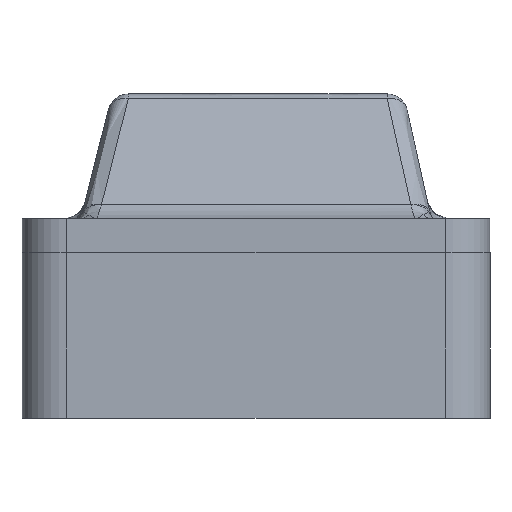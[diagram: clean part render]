
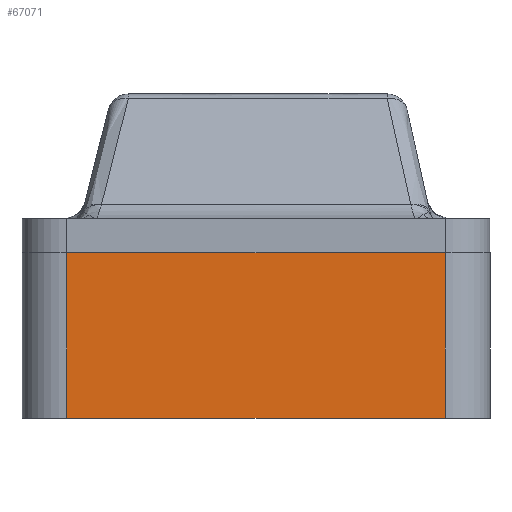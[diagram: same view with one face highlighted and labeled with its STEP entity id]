
A CAD part, front view. The second image highlights one B-rep face of the part: STEP entity #67071.
In plain terms, the highlighted planar face has unit normal (0, -1, 0).
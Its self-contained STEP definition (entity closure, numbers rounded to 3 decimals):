
#8246 = DIRECTION ( 'NONE',  ( 0., 0., 1. ) ) ;
#8430 = CARTESIAN_POINT ( 'NONE',  ( 45.484, -3.993, -126.08 ) ) ;
#9097 = EDGE_CURVE ( 'NONE', #42736, #70490, #51664, .T. ) ;
#9217 = LINE ( 'NONE', #29266, #77374 ) ;
#10043 = CARTESIAN_POINT ( 'NONE',  ( 45.484, -3.993, 7.75 ) ) ;
#11889 = EDGE_CURVE ( 'NONE', #70490, #49641, #68033, .T. ) ;
#12680 = ORIENTED_EDGE ( 'NONE', *, *, #9097, .F. ) ;
#17023 = CARTESIAN_POINT ( 'NONE',  ( -9.662, -3.993, -16.29 ) ) ;
#26010 = CARTESIAN_POINT ( 'NONE',  ( 45.484, -3.993, -16.29 ) ) ;
#27324 = VERTEX_POINT ( 'NONE', #10043 ) ;
#29266 = CARTESIAN_POINT ( 'NONE',  ( 45.484, -3.993, 7.75 ) ) ;
#32483 = CARTESIAN_POINT ( 'NONE',  ( -9.662, -3.993, 7.75 ) ) ;
#36336 = DIRECTION ( 'NONE',  ( 0., 1., 0. ) ) ;
#37129 = DIRECTION ( 'NONE',  ( -1., 0., 0. ) ) ;
#42736 = VERTEX_POINT ( 'NONE', #26010 ) ;
#46977 = VECTOR ( 'NONE', #53393, 1000. ) ;
#49641 = VERTEX_POINT ( 'NONE', #32483 ) ;
#51664 = LINE ( 'NONE', #65195, #46977 ) ;
#53127 = ORIENTED_EDGE ( 'NONE', *, *, #73032, .T. ) ;
#53393 = DIRECTION ( 'NONE',  ( -1., 0., 0. ) ) ;
#54322 = EDGE_CURVE ( 'NONE', #27324, #49641, #9217, .T. ) ;
#54736 = VECTOR ( 'NONE', #58601, 1000. ) ;
#55371 = CARTESIAN_POINT ( 'NONE',  ( -9.662, -3.993, -126.08 ) ) ;
#55483 = AXIS2_PLACEMENT_3D ( 'NONE', #8430, #36336, #62541 ) ;
#58169 = LINE ( 'NONE', #65136, #54736 ) ;
#58601 = DIRECTION ( 'NONE',  ( 0., 0., 1. ) ) ;
#62541 = DIRECTION ( 'NONE',  ( -1., 0., 0. ) ) ;
#62982 = FACE_OUTER_BOUND ( 'NONE', #80666, .T. ) ;
#64623 = ORIENTED_EDGE ( 'NONE', *, *, #54322, .T. ) ;
#65136 = CARTESIAN_POINT ( 'NONE',  ( 45.484, -3.993, -126.08 ) ) ;
#65195 = CARTESIAN_POINT ( 'NONE',  ( 45.484, -3.993, -16.29 ) ) ;
#67071 = ADVANCED_FACE ( 'NONE', ( #62982 ), #68207, .F. ) ;
#68033 = LINE ( 'NONE', #55371, #77052 ) ;
#68207 = PLANE ( 'NONE',  #55483 ) ;
#70490 = VERTEX_POINT ( 'NONE', #17023 ) ;
#73032 = EDGE_CURVE ( 'NONE', #42736, #27324, #58169, .T. ) ;
#73886 = ORIENTED_EDGE ( 'NONE', *, *, #11889, .F. ) ;
#77052 = VECTOR ( 'NONE', #8246, 1000. ) ;
#77374 = VECTOR ( 'NONE', #37129, 1000. ) ;
#80666 = EDGE_LOOP ( 'NONE', ( #73886, #12680, #53127, #64623 ) ) ;
